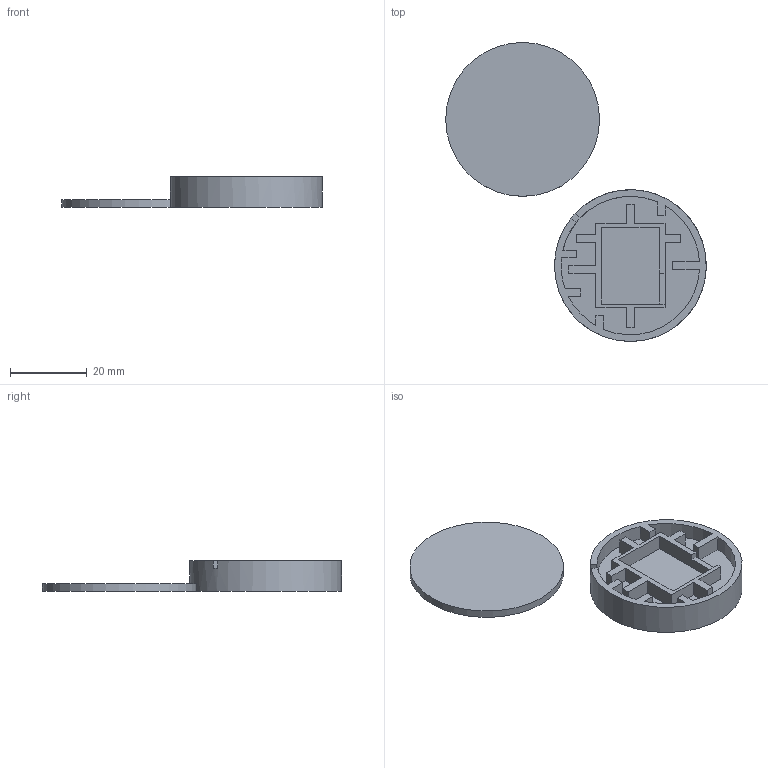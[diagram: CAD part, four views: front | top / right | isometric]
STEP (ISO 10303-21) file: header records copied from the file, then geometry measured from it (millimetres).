
FILE_DESCRIPTION(('HOOPS Exchange Step'),'2;1');
FILE_NAME('temp_export','2024-04-07T13:24:45+02:00',('mobile'),('Shapr3D Limited'),'HOOPS Exchange 2023.2','Shapr3D','Authorized');
FILE_SCHEMA( ('AUTOMOTIVE_DESIGN { 1 0 10303 214 1 1 1 1 }') );
Length unit declared in the file: millimetre
Products named in the file (1): root
Bounding box: 67.73 x 77.73 x 8 mm (x, y, z)
Volume: 8960.9 mm3; surface area: 7604.7 mm2
Topology: 2 solids, 2 shells, 63 faces, 175 edges, 117 vertices
Faces by surface type: plane 55, cylinder 8
Full cylindrical faces by diameter (mm): 39.462 x1, 40 x1
Entity records: 2032 total; most frequent: CARTESIAN_POINT 356, ORIENTED_EDGE 350, DIRECTION 324, EDGE_CURVE 175, VECTOR 154, LINE 154, VERTEX_POINT 117, AXIS2_PLACEMENT_3D 85
